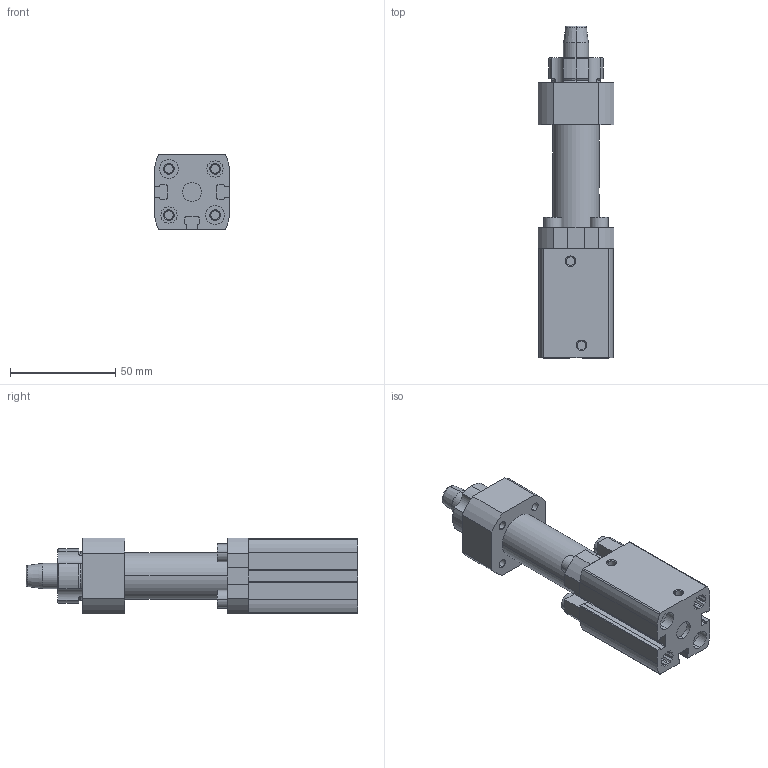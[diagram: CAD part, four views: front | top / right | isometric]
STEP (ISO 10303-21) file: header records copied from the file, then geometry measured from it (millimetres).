
FILE_DESCRIPTION (( 'STEP AP203' ), '1' );
FILE_NAME ('ISE20-1 Indexiereinheit.STEP', '2012-06-07T12:45:41', ( '' ), ( '' ), 'SwSTEP 2.0', 'SolidWorks 2011', '' );
FILE_SCHEMA (( 'CONFIG_CONTROL_DESIGN' ));
Length unit declared in the file: millimetre
Products named in the file (3): ISE20-1 Indexiereinheit; ISE20-1 Bolzen; ISE20-1 Grundkörper
Assembly tree (2 placements, depth 2):
  ISE20-1 Indexiereinheit
    ISE20-1 Bolzen
    ISE20-1 Grundkörper
Bounding box: 36 x 158 x 36 mm (x, y, z)
Volume: 104813.9 mm3; surface area: 33382.4 mm2
Topology: 3 solids, 3 shells, 322 faces, 858 edges, 563 vertices
Faces by surface type: plane 179, cylinder 102, cone 27, torus 14
Entity records: 10566 total; most frequent: CARTESIAN_POINT 2020, DIRECTION 1737, ORIENTED_EDGE 1716, EDGE_CURVE 858, AXIS2_PLACEMENT_3D 584, VECTOR 569, LINE 569, VERTEX_POINT 563
